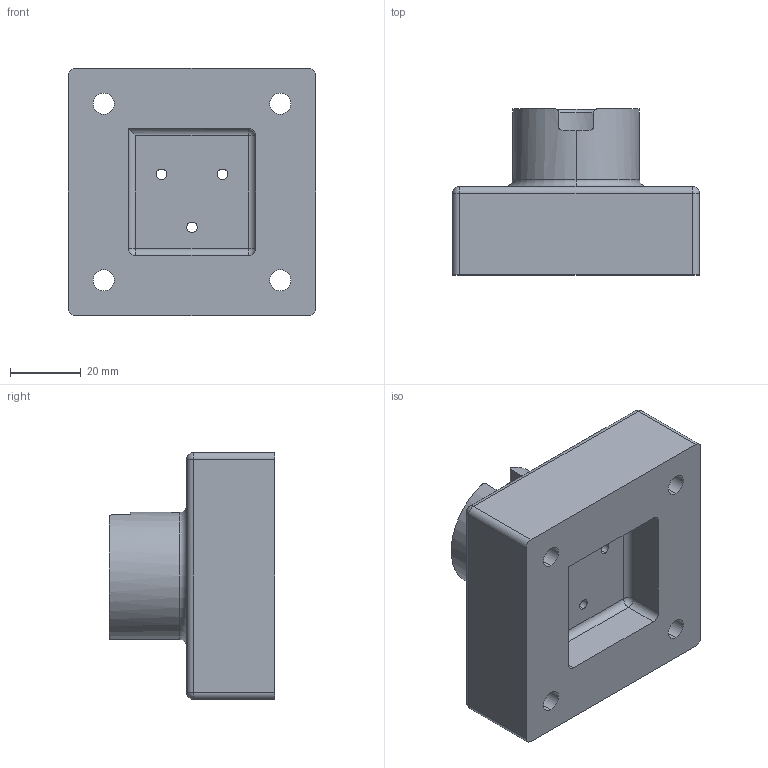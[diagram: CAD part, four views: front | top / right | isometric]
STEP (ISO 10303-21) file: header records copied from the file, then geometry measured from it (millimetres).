
FILE_DESCRIPTION (( 'STEP AP214' ), '1' );
FILE_NAME ('DS2Gripper.STEP', '2022-12-07T09:09:52', ( '' ), ( '' ), 'SwSTEP 2.0', 'SolidWorks 2020', '' );
FILE_SCHEMA (( 'AUTOMOTIVE_DESIGN' ));
Length unit declared in the file: millimetre
Products named in the file (1): DS2Gripper
Bounding box: 70 x 47 x 70 mm (x, y, z)
Volume: 119796.4 mm3; surface area: 23844.1 mm2
Topology: 1 solids, 1 shells, 73 faces, 176 edges, 104 vertices
Faces by surface type: cylinder 44, plane 19, sphere 7, torus 2, cone 1
Entity records: 2194 total; most frequent: CARTESIAN_POINT 418, DIRECTION 393, ORIENTED_EDGE 338, EDGE_CURVE 169, AXIS2_PLACEMENT_3D 159, VERTEX_POINT 104, EDGE_LOOP 93, CIRCLE 85
